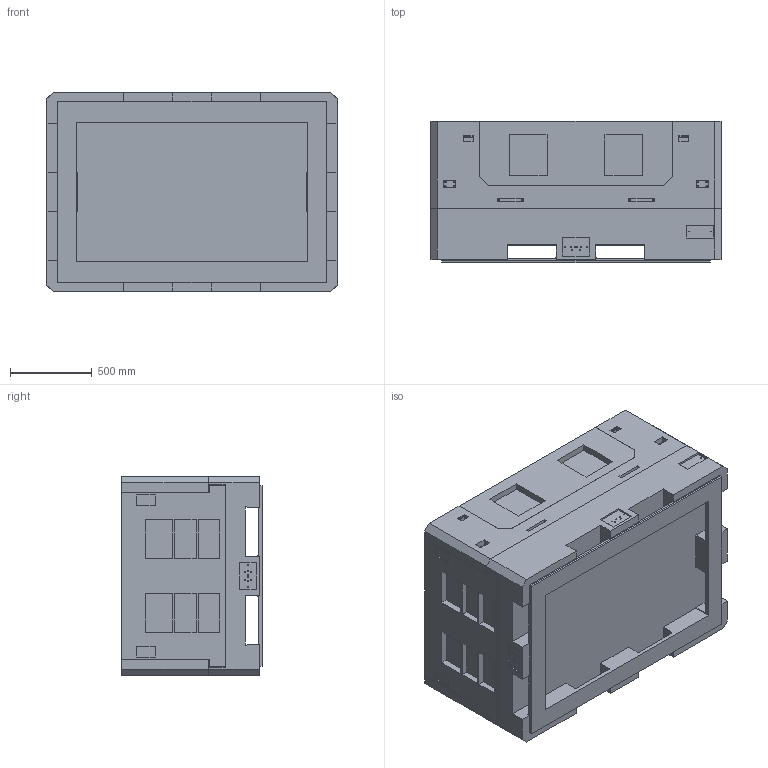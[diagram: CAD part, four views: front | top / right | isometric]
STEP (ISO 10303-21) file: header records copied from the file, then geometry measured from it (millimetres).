
FILE_DESCRIPTION((''),'2;1');
FILE_NAME('192331WSM_ASM','2026-02-09T13:25:53',('SYSTEM'),(''),'CREO PARAMETRIC BY PTC INC, 2023294','CREO PARAMETRIC BY PTC INC, 2023294','');
FILE_SCHEMA(('CONFIG_CONTROL_DESIGN'));
Length unit declared in the file: inch
Products named in the file (8): 179509SM; 159421SM; 159422SM; 87485SM; 109379SM; 109957SM; 109956SM; 192331WSM_ASM
Assembly tree (7 placements, depth 2):
  192331WSM_ASM
    179509SM
    159421SM
    159422SM
    87485SM
    109379SM
    109957SM
    109956SM
Bounding box: 1778 x 863.63 x 1219.2 mm (x, y, z)
Volume: 315677306 mm3; surface area: 16785308.9 mm2
Topology: 7 solids, 7 shells, 1362 faces, 3770 edges, 2562 vertices
Faces by surface type: plane 1026, cylinder 316, extrusion 20
Entity records: 56532 total; most frequent: CARTESIAN_POINT 22017, ORIENTED_EDGE 7446, DIRECTION 6416, EDGE_CURVE 3723, VECTOR 3118, LINE 3098, VERTEX_POINT 2458, AXIS2_PLACEMENT_3D 1649
